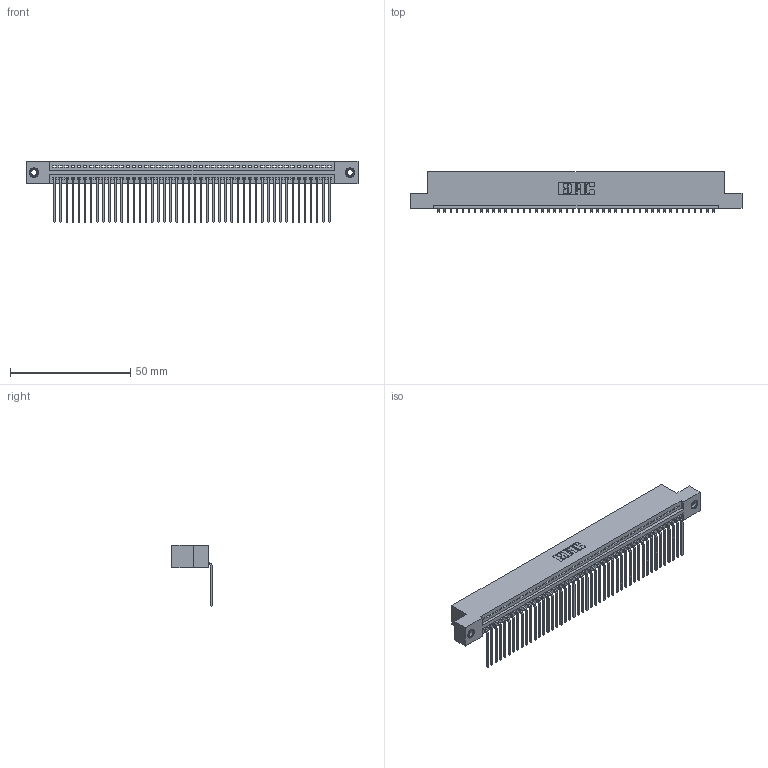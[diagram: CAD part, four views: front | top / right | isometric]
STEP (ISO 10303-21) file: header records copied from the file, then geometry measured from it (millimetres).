
FILE_DESCRIPTION (( 'STEP AP203' ), '1' );
FILE_NAME ('345-046-559-107.STEP', '2019-10-09T00:41:27', ( '' ), ( '' ), 'SwSTEP 2.0', 'SolidWorks 2016', '' );
FILE_SCHEMA (( 'CONFIG_CONTROL_DESIGN' ));
Length unit declared in the file: inch
Products named in the file (4): 345-046-559-107; 345 Part_Flush Mounting Lugs - 0.156 Dia-TI; 345-250-001_345-250-005-103; 345-292-001_558 559 Tail - 1
Assembly tree (49 placements, depth 2):
  345-046-559-107
    345 Part_Flush Mounting Lugs - 0.156 Dia-TI
    345-292-001_558 559 Tail - 1  x46
    345-250-001_345-250-005-103  x2
Bounding box: 138.05 x 16.75 x 25.53 mm (x, y, z)
Volume: 13284.5 mm3; surface area: 18641.5 mm2
Topology: 49 solids, 49 shells, 2946 faces, 8849 edges, 5830 vertices
Faces by surface type: plane 2044, cylinder 886, cone 12, torus 4
Entity records: 35352 total; most frequent: CARTESIAN_POINT 6105, ORIENTED_EDGE 6078, DIRECTION 5353, EDGE_CURVE 3039, VECTOR 2703, LINE 2703, VERTEX_POINT 2020, AXIS2_PLACEMENT_3D 1325
